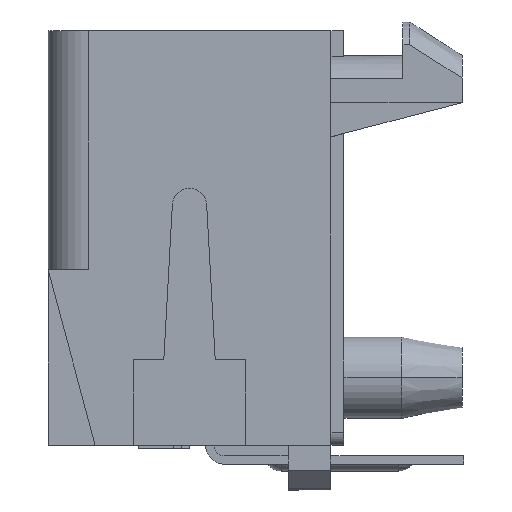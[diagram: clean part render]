
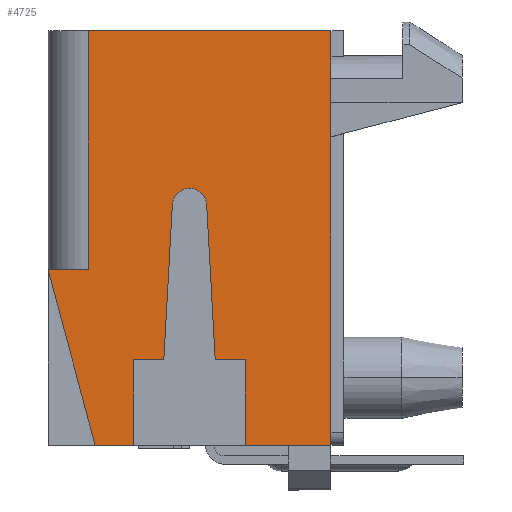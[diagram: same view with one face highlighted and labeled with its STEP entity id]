
A CAD part, left-side view. The second image highlights one B-rep face of the part: STEP entity #4725.
In plain terms, the highlighted planar face has unit normal (-1, 0, 0).
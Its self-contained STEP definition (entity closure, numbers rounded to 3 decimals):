
#49=DIRECTION('',(0.,-1.,0.));
#50=VECTOR('',#49,7.188);
#51=CARTESIAN_POINT('',(-6.541,2.997,0.));
#52=LINE('',#51,#50);
#327=DIRECTION('',(0.,-1.,0.));
#328=VECTOR('',#327,1.143);
#329=CARTESIAN_POINT('',(-6.541,2.794,-12.294));
#330=LINE('',#329,#328);
#335=DIRECTION('',(0.,-1.,0.));
#336=VECTOR('',#335,2.54);
#337=CARTESIAN_POINT('',(-6.541,-1.651,-12.294));
#338=LINE('',#337,#336);
#1027=DIRECTION('',(0.,0.,-1.));
#1028=VECTOR('',#1027,12.294);
#1029=CARTESIAN_POINT('',(-6.541,-4.191,0.));
#1030=LINE('',#1029,#1028);
#1258=DIRECTION('',(0.,-1.,0.));
#1259=VECTOR('',#1258,1.194);
#1260=CARTESIAN_POINT('',(-6.541,4.191,-7.08));
#1261=LINE('',#1260,#1259);
#1262=DIRECTION('',(0.,0.,1.));
#1263=VECTOR('',#1262,7.08);
#1264=CARTESIAN_POINT('',(-6.541,2.997,-7.08));
#1265=LINE('',#1264,#1263);
#1266=DIRECTION('',(0.,0.,1.));
#1267=VECTOR('',#1266,2.54);
#1268=CARTESIAN_POINT('',(-6.541,-1.651,-12.294));
#1269=LINE('',#1268,#1267);
#1270=DIRECTION('',(0.,1.,0.));
#1271=VECTOR('',#1270,0.889);
#1272=CARTESIAN_POINT('',(-6.541,-1.651,-9.754));
#1273=LINE('',#1272,#1271);
#1274=DIRECTION('',(0.,0.055,0.998));
#1275=VECTOR('',#1274,4.607);
#1276=CARTESIAN_POINT('',(-6.541,-0.762,-9.754));
#1277=LINE('',#1276,#1275);
#1278=CARTESIAN_POINT('',(-6.541,0.,-5.182));
#1279=DIRECTION('',(-1.,0.,0.));
#1280=DIRECTION('',(0.,-0.998,0.055));
#1281=AXIS2_PLACEMENT_3D('',#1278,#1279,#1280);
#1283=DIRECTION('',(0.,0.055,-0.998));
#1284=VECTOR('',#1283,4.607);
#1285=CARTESIAN_POINT('',(-6.541,0.507,-5.154));
#1286=LINE('',#1285,#1284);
#1287=DIRECTION('',(0.,1.,0.));
#1288=VECTOR('',#1287,0.889);
#1289=CARTESIAN_POINT('',(-6.541,0.762,-9.754));
#1290=LINE('',#1289,#1288);
#1291=DIRECTION('',(0.,0.,1.));
#1292=VECTOR('',#1291,2.54);
#1293=CARTESIAN_POINT('',(-6.541,1.651,-12.294));
#1294=LINE('',#1293,#1292);
#1295=DIRECTION('',(0.,-0.259,-0.966));
#1296=VECTOR('',#1295,5.398);
#1297=CARTESIAN_POINT('',(-6.541,4.191,-7.08));
#1298=LINE('',#1297,#1296);
#2446=CARTESIAN_POINT('',(-6.541,-4.191,0.));
#2447=CARTESIAN_POINT('',(-6.541,-4.191,-12.294));
#2448=VERTEX_POINT('',#2446);
#2449=VERTEX_POINT('',#2447);
#2632=CARTESIAN_POINT('',(-6.541,2.794,-12.294));
#2633=VERTEX_POINT('',#2632);
#2708=CARTESIAN_POINT('',(-6.541,-1.651,-12.294));
#2709=CARTESIAN_POINT('',(-6.541,-1.651,-9.754));
#2710=VERTEX_POINT('',#2708);
#2711=VERTEX_POINT('',#2709);
#2712=CARTESIAN_POINT('',(-6.541,-0.762,-9.754));
#2713=VERTEX_POINT('',#2712);
#2714=CARTESIAN_POINT('',(-6.541,-0.507,-5.154));
#2715=VERTEX_POINT('',#2714);
#2716=CARTESIAN_POINT('',(-6.541,0.507,-5.154));
#2717=VERTEX_POINT('',#2716);
#2718=CARTESIAN_POINT('',(-6.541,0.762,-9.754));
#2719=VERTEX_POINT('',#2718);
#2720=CARTESIAN_POINT('',(-6.541,1.651,-9.754));
#2721=VERTEX_POINT('',#2720);
#2722=CARTESIAN_POINT('',(-6.541,1.651,-12.294));
#2723=VERTEX_POINT('',#2722);
#2789=CARTESIAN_POINT('',(-6.541,2.997,0.));
#2791=VERTEX_POINT('',#2789);
#2792=CARTESIAN_POINT('',(-6.541,4.191,-7.08));
#2793=CARTESIAN_POINT('',(-6.541,2.997,-7.08));
#2794=VERTEX_POINT('',#2792);
#2795=VERTEX_POINT('',#2793);
#4694=CARTESIAN_POINT('',(-6.541,4.191,0.));
#4695=DIRECTION('',(-1.,0.,0.));
#4696=DIRECTION('',(0.,-1.,0.));
#4697=AXIS2_PLACEMENT_3D('',#4694,#4695,#4696);
#4698=PLANE('',#4697);
#4700=ORIENTED_EDGE('',*,*,#4699,.T.);
#4702=ORIENTED_EDGE('',*,*,#4701,.T.);
#4703=ORIENTED_EDGE('',*,*,#3235,.T.);
#4704=ORIENTED_EDGE('',*,*,#4387,.T.);
#4705=ORIENTED_EDGE('',*,*,#3339,.F.);
#4707=ORIENTED_EDGE('',*,*,#4706,.T.);
#4709=ORIENTED_EDGE('',*,*,#4708,.T.);
#4711=ORIENTED_EDGE('',*,*,#4710,.T.);
#4713=ORIENTED_EDGE('',*,*,#4712,.T.);
#4715=ORIENTED_EDGE('',*,*,#4714,.T.);
#4717=ORIENTED_EDGE('',*,*,#4716,.T.);
#4719=ORIENTED_EDGE('',*,*,#4718,.F.);
#4720=ORIENTED_EDGE('',*,*,#3331,.F.);
#4722=ORIENTED_EDGE('',*,*,#4721,.F.);
#4723=EDGE_LOOP('',(#4700,#4702,#4703,#4704,#4705,#4707,#4709,#4711,#4713,#4715,
#4717,#4719,#4720,#4722));
#4724=FACE_OUTER_BOUND('',#4723,.F.);
#1282=CIRCLE('',#1281,0.508);
#3235=EDGE_CURVE('',#2791,#2448,#52,.T.);
#3331=EDGE_CURVE('',#2633,#2723,#330,.T.);
#3339=EDGE_CURVE('',#2710,#2449,#338,.T.);
#4387=EDGE_CURVE('',#2448,#2449,#1030,.T.);
#4699=EDGE_CURVE('',#2794,#2795,#1261,.T.);
#4701=EDGE_CURVE('',#2795,#2791,#1265,.T.);
#4706=EDGE_CURVE('',#2710,#2711,#1269,.T.);
#4708=EDGE_CURVE('',#2711,#2713,#1273,.T.);
#4710=EDGE_CURVE('',#2713,#2715,#1277,.T.);
#4712=EDGE_CURVE('',#2715,#2717,#1282,.T.);
#4714=EDGE_CURVE('',#2717,#2719,#1286,.T.);
#4716=EDGE_CURVE('',#2719,#2721,#1290,.T.);
#4718=EDGE_CURVE('',#2723,#2721,#1294,.T.);
#4721=EDGE_CURVE('',#2794,#2633,#1298,.T.);
#4725=ADVANCED_FACE('',(#4724),#4698,.T.);
